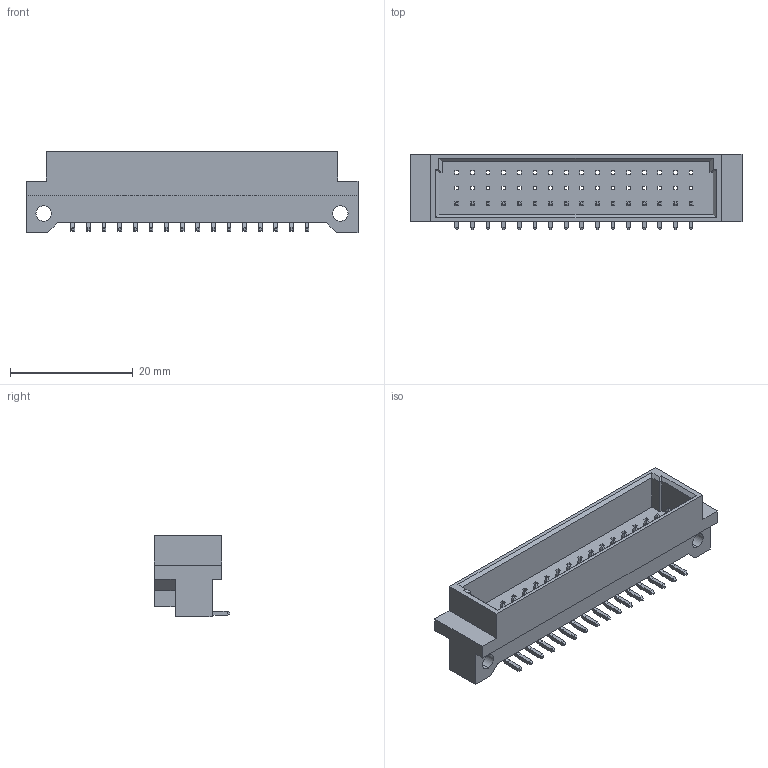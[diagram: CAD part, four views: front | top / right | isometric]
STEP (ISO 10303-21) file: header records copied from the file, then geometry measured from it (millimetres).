
FILE_DESCRIPTION (( 'STEP AP214' ), '1' );
FILE_NAME ('495-016-260-112.STEP', '2020-08-11T20:39:25', ( '' ), ( '' ), 'SwSTEP 2.0', 'SolidWorks 2020', '' );
FILE_SCHEMA (( 'AUTOMOTIVE_DESIGN' ));
Length unit declared in the file: millimetre
Products named in the file (3): 495-016-260-112; 495-290-3; 495 Part_48
Assembly tree (17 placements, depth 2):
  495-016-260-112
    495 Part_48
    495-290-3  x16
Bounding box: 54 x 12.27 x 13.2 mm (x, y, z)
Volume: 3534.6 mm3; surface area: 4531.3 mm2
Topology: 17 solids, 17 shells, 530 faces, 1344 edges, 850 vertices
Faces by surface type: plane 494, cylinder 36
Entity records: 8726 total; most frequent: CARTESIAN_POINT 1514, ORIENTED_EDGE 1488, DIRECTION 1316, EDGE_CURVE 744, LINE 732, VECTOR 732, VERTEX_POINT 490, EDGE_LOOP 362
